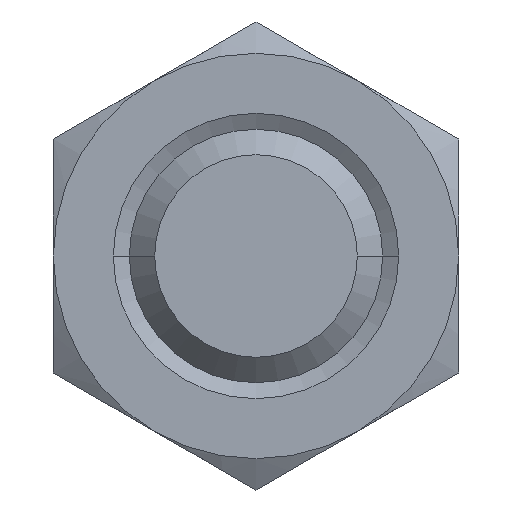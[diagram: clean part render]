
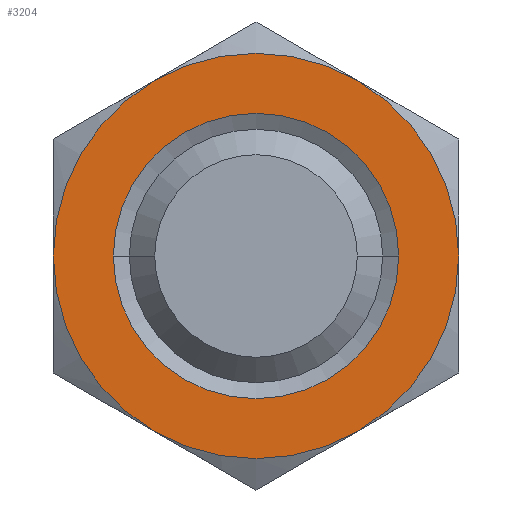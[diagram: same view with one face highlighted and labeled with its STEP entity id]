
A CAD part, front view. The second image highlights one B-rep face of the part: STEP entity #3204.
In plain terms, the highlighted face is planar.
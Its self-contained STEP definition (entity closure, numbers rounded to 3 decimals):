
#34 = EDGE_CURVE ( 'NONE', #3190, #1344, #1668, .T. ) ;
#72 = CARTESIAN_POINT ( 'NONE',  ( 0., 0., 0. ) ) ;
#96 = CIRCLE ( 'NONE', #1063, 2.817 ) ;
#192 = DIRECTION ( 'NONE',  ( 0., 0., -1. ) ) ;
#216 = DIRECTION ( 'NONE',  ( 1., 0., 0. ) ) ;
#251 = DIRECTION ( 'NONE',  ( -1., 0., 0. ) ) ;
#258 = VERTEX_POINT ( 'NONE', #2798 ) ;
#290 = CARTESIAN_POINT ( 'NONE',  ( 4., 0., 0. ) ) ;
#447 = CARTESIAN_POINT ( 'NONE',  ( -4., 0., 0. ) ) ;
#658 = AXIS2_PLACEMENT_3D ( 'NONE', #2045, #760, #3328 ) ;
#723 = ORIENTED_EDGE ( 'NONE', *, *, #766, .T. ) ;
#737 = CARTESIAN_POINT ( 'NONE',  ( 0., 0., 0. ) ) ;
#746 = ORIENTED_EDGE ( 'NONE', *, *, #3155, .T. ) ;
#760 = DIRECTION ( 'NONE',  ( 0., 0., -1. ) ) ;
#766 = EDGE_CURVE ( 'NONE', #1597, #3190, #1736, .T. ) ;
#777 = CARTESIAN_POINT ( 'NONE',  ( 0., 0., 0. ) ) ;
#800 = ORIENTED_EDGE ( 'NONE', *, *, #2409, .T. ) ;
#805 = VERTEX_POINT ( 'NONE', #2509 ) ;
#841 = AXIS2_PLACEMENT_3D ( 'NONE', #3315, #1512, #2242 ) ;
#853 = CARTESIAN_POINT ( 'NONE',  ( 2., 3.464, 0. ) ) ;
#884 = AXIS2_PLACEMENT_3D ( 'NONE', #1240, #2264, #3044 ) ;
#887 = CARTESIAN_POINT ( 'NONE',  ( -2., -3.464, 0. ) ) ;
#909 = ORIENTED_EDGE ( 'NONE', *, *, #1131, .T. ) ;
#975 = AXIS2_PLACEMENT_3D ( 'NONE', #2304, #192, #3333 ) ;
#980 = CARTESIAN_POINT ( 'NONE',  ( 0., 0., 0. ) ) ;
#1063 = AXIS2_PLACEMENT_3D ( 'NONE', #980, #3043, #216 ) ;
#1091 = CIRCLE ( 'NONE', #1314, 4. ) ;
#1131 = EDGE_CURVE ( 'NONE', #805, #2079, #3149, .T. ) ;
#1240 = CARTESIAN_POINT ( 'NONE',  ( 0., 0., 0. ) ) ;
#1262 = VERTEX_POINT ( 'NONE', #2425 ) ;
#1314 = AXIS2_PLACEMENT_3D ( 'NONE', #777, #2553, #251 ) ;
#1344 = VERTEX_POINT ( 'NONE', #887 ) ;
#1451 = ORIENTED_EDGE ( 'NONE', *, *, #1905, .T. ) ;
#1512 = DIRECTION ( 'NONE',  ( 0., 0., -1. ) ) ;
#1597 = VERTEX_POINT ( 'NONE', #290 ) ;
#1668 = CIRCLE ( 'NONE', #841, 4. ) ;
#1736 = CIRCLE ( 'NONE', #884, 4. ) ;
#1799 = CIRCLE ( 'NONE', #975, 4. ) ;
#1833 = PLANE ( 'NONE',  #2745 ) ;
#1898 = ORIENTED_EDGE ( 'NONE', *, *, #1923, .T. ) ;
#1905 = EDGE_CURVE ( 'NONE', #258, #1262, #96, .T. ) ;
#1923 = EDGE_CURVE ( 'NONE', #1262, #258, #2363, .T. ) ;
#2045 = CARTESIAN_POINT ( 'NONE',  ( 0., 0., 0. ) ) ;
#2079 = VERTEX_POINT ( 'NONE', #853 ) ;
#2090 = DIRECTION ( 'NONE',  ( -1., 0., 0. ) ) ;
#2111 = FACE_OUTER_BOUND ( 'NONE', #2478, .T. ) ;
#2233 = AXIS2_PLACEMENT_3D ( 'NONE', #737, #2543, #2507 ) ;
#2242 = DIRECTION ( 'NONE',  ( -1., 0., 0. ) ) ;
#2264 = DIRECTION ( 'NONE',  ( 0., 0., -1. ) ) ;
#2304 = CARTESIAN_POINT ( 'NONE',  ( 0., 0., 0. ) ) ;
#2363 = CIRCLE ( 'NONE', #2233, 2.817 ) ;
#2409 = EDGE_CURVE ( 'NONE', #1344, #2458, #1799, .T. ) ;
#2425 = CARTESIAN_POINT ( 'NONE',  ( 2.817, 0., 0. ) ) ;
#2458 = VERTEX_POINT ( 'NONE', #447 ) ;
#2459 = CIRCLE ( 'NONE', #2505, 4. ) ;
#2478 = EDGE_LOOP ( 'NONE', ( #3298, #723, #2500, #800, #746, #909 ) ) ;
#2500 = ORIENTED_EDGE ( 'NONE', *, *, #34, .T. ) ;
#2505 = AXIS2_PLACEMENT_3D ( 'NONE', #72, #2588, #2090 ) ;
#2507 = DIRECTION ( 'NONE',  ( 1., 0., 0. ) ) ;
#2509 = CARTESIAN_POINT ( 'NONE',  ( -2., 3.464, 0. ) ) ;
#2543 = DIRECTION ( 'NONE',  ( 0., 0., 1. ) ) ;
#2545 = FACE_BOUND ( 'NONE', #3326, .T. ) ;
#2553 = DIRECTION ( 'NONE',  ( 0., 0., -1. ) ) ;
#2588 = DIRECTION ( 'NONE',  ( 0., 0., -1. ) ) ;
#2655 = DIRECTION ( 'NONE',  ( 0., 0., 1. ) ) ;
#2745 = AXIS2_PLACEMENT_3D ( 'NONE', #3198, #2655, #3119 ) ;
#2798 = CARTESIAN_POINT ( 'NONE',  ( -2.817, 0., 0. ) ) ;
#3043 = DIRECTION ( 'NONE',  ( 0., 0., 1. ) ) ;
#3044 = DIRECTION ( 'NONE',  ( -1., 0., 0. ) ) ;
#3111 = CARTESIAN_POINT ( 'NONE',  ( 2., -3.464, 0. ) ) ;
#3119 = DIRECTION ( 'NONE',  ( 1., 0., 0. ) ) ;
#3149 = CIRCLE ( 'NONE', #658, 4. ) ;
#3155 = EDGE_CURVE ( 'NONE', #2458, #805, #1091, .T. ) ;
#3190 = VERTEX_POINT ( 'NONE', #3111 ) ;
#3198 = CARTESIAN_POINT ( 'NONE',  ( 4., 6.928, 0. ) ) ;
#3204 = ADVANCED_FACE ( 'NONE', ( #2545, #2111 ), #1833, .F. ) ;
#3268 = EDGE_CURVE ( 'NONE', #2079, #1597, #2459, .T. ) ;
#3298 = ORIENTED_EDGE ( 'NONE', *, *, #3268, .T. ) ;
#3315 = CARTESIAN_POINT ( 'NONE',  ( 0., 0., 0. ) ) ;
#3326 = EDGE_LOOP ( 'NONE', ( #1451, #1898 ) ) ;
#3328 = DIRECTION ( 'NONE',  ( -1., 0., 0. ) ) ;
#3333 = DIRECTION ( 'NONE',  ( -1., 0., 0. ) ) ;
